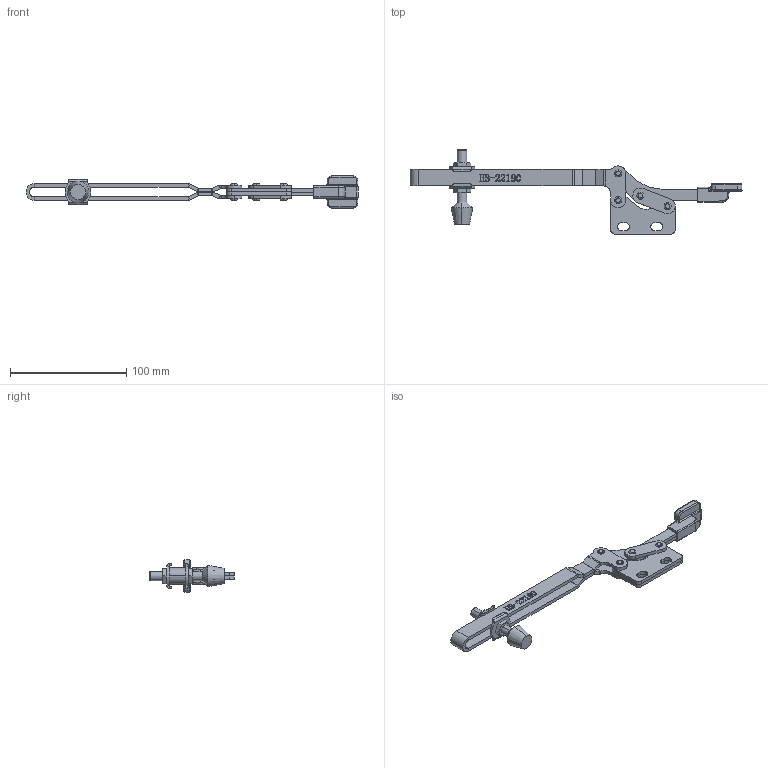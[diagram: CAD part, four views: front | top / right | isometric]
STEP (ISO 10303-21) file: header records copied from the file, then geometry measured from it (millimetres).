
FILE_DESCRIPTION (( 'STEP AP203' ), '1' );
FILE_NAME ('HS-22190.STEP', '2019-10-05T02:19:38', ( '微软用户' ), ( '微软中国' ), 'SwSTEP 2.0', 'SolidWorks 2012', '' );
FILE_SCHEMA (( 'CONFIG_CONTROL_DESIGN' ));
Length unit declared in the file: millimetre
Products named in the file (11): HS-22190; FW-516; hexagon head bolts-full thread gb_GB_FASTENER_BOLT_STBAB A M8X55-N; hex thin nuts-grades ab-chamfered gb_GB_FASTENER_NUT_STNAB M8-N; 揤輸; 揤參; 种; 忒梟; 忒參; 蟀裝; 眻菁釱
Assembly tree (16 placements, depth 2):
  HS-22190
    眻菁釱
    蟀裝  x2
    忒參
    忒梟
    种  x4
    揤參
    揤輸
    hex thin nuts-grades ab-chamfered gb_GB_FASTENER_NUT_STNAB M8-N  x2
    hexagon head bolts-full thread gb_GB_FASTENER_BOLT_STBAB A M8X55-N
    FW-516  x2
Bounding box: 285.15 x 72.3 x 27.6 mm (x, y, z)
Volume: 50513.2 mm3; surface area: 39628.5 mm2
Topology: 20 solids, 20 shells, 792 faces, 2006 edges, 1282 vertices
Faces by surface type: plane 398, cylinder 172, bspline 152, torus 38, cone 30, sphere 2
Entity records: 30124 total; most frequent: CARTESIAN_POINT 12373, ORIENTED_EDGE 3634, DIRECTION 2977, EDGE_CURVE 1817, VERTEX_POINT 1164, LINE 1117, VECTOR 1117, AXIS2_PLACEMENT_3D 930
